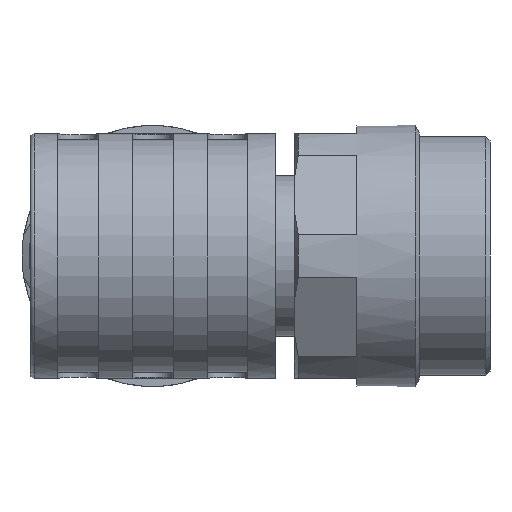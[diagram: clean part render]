
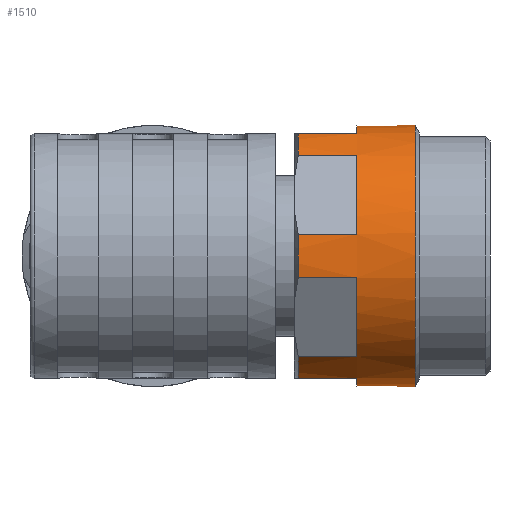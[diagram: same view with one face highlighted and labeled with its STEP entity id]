
A CAD part, front view. The second image highlights one B-rep face of the part: STEP entity #1510.
In plain terms, the highlighted cylindrical face has radius 4.8 mm (diameter 9.6 mm), a full revolution.
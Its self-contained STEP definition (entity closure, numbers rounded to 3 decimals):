
#350=LINE('',#9344,#681);
#351=LINE('',#9348,#682);
#352=LINE('',#9349,#683);
#353=LINE('',#9353,#684);
#354=LINE('',#9354,#685);
#355=LINE('',#9358,#686);
#356=LINE('',#9359,#687);
#357=LINE('',#9363,#688);
#358=LINE('',#9364,#689);
#359=LINE('',#9368,#690);
#360=LINE('',#9369,#691);
#361=LINE('',#9373,#692);
#681=VECTOR('',#6784,1.);
#682=VECTOR('',#6787,1.);
#683=VECTOR('',#6788,1.);
#684=VECTOR('',#6791,1.);
#685=VECTOR('',#6792,1.);
#686=VECTOR('',#6795,1.);
#687=VECTOR('',#6796,1.);
#688=VECTOR('',#6799,1.);
#689=VECTOR('',#6800,1.);
#690=VECTOR('',#6803,1.);
#691=VECTOR('',#6804,1.);
#692=VECTOR('',#6807,1.);
#1510=ADVANCED_FACE('',(#1858,#1859),#1693,.T.);
#1693=CYLINDRICAL_SURFACE('',#5576,4.8);
#1858=FACE_BOUND('',#2178,.T.);
#1859=FACE_BOUND('',#2179,.T.);
#2178=EDGE_LOOP('',(#3222));
#2179=EDGE_LOOP('',(#3223,#3224,#3225,#3226,#3227,#3228,#3229,#3230,#3231,
#3232,#3233,#3234,#3235,#3236,#3237,#3238,#3239,#3240,#3241,#3242,#3243,
#3244,#3245,#3246));
#3222=ORIENTED_EDGE('',*,*,#4659,.T.);
#3223=ORIENTED_EDGE('',*,*,#4672,.F.);
#3224=ORIENTED_EDGE('',*,*,#4673,.T.);
#3225=ORIENTED_EDGE('',*,*,#4674,.F.);
#3226=ORIENTED_EDGE('',*,*,#4671,.T.);
#3227=ORIENTED_EDGE('',*,*,#4675,.F.);
#3228=ORIENTED_EDGE('',*,*,#4676,.T.);
#3229=ORIENTED_EDGE('',*,*,#4677,.F.);
#3230=ORIENTED_EDGE('',*,*,#4661,.T.);
#3231=ORIENTED_EDGE('',*,*,#4678,.F.);
#3232=ORIENTED_EDGE('',*,*,#4679,.T.);
#3233=ORIENTED_EDGE('',*,*,#4680,.F.);
#3234=ORIENTED_EDGE('',*,*,#4663,.T.);
#3235=ORIENTED_EDGE('',*,*,#4681,.F.);
#3236=ORIENTED_EDGE('',*,*,#4682,.T.);
#3237=ORIENTED_EDGE('',*,*,#4683,.F.);
#3238=ORIENTED_EDGE('',*,*,#4665,.T.);
#3239=ORIENTED_EDGE('',*,*,#4684,.F.);
#3240=ORIENTED_EDGE('',*,*,#4685,.T.);
#3241=ORIENTED_EDGE('',*,*,#4686,.F.);
#3242=ORIENTED_EDGE('',*,*,#4667,.T.);
#3243=ORIENTED_EDGE('',*,*,#4687,.F.);
#3244=ORIENTED_EDGE('',*,*,#4688,.T.);
#3245=ORIENTED_EDGE('',*,*,#4689,.F.);
#3246=ORIENTED_EDGE('',*,*,#4669,.T.);
#4033=VERTEX_POINT('',#9312);
#4034=VERTEX_POINT('',#9315);
#4035=VERTEX_POINT('',#9316);
#4036=VERTEX_POINT('',#9320);
#4037=VERTEX_POINT('',#9321);
#4038=VERTEX_POINT('',#9325);
#4039=VERTEX_POINT('',#9326);
#4040=VERTEX_POINT('',#9330);
#4041=VERTEX_POINT('',#9331);
#4042=VERTEX_POINT('',#9335);
#4043=VERTEX_POINT('',#9336);
#4044=VERTEX_POINT('',#9340);
#4045=VERTEX_POINT('',#9341);
#4046=VERTEX_POINT('',#9345);
#4047=VERTEX_POINT('',#9347);
#4048=VERTEX_POINT('',#9350);
#4049=VERTEX_POINT('',#9352);
#4050=VERTEX_POINT('',#9355);
#4051=VERTEX_POINT('',#9357);
#4052=VERTEX_POINT('',#9360);
#4053=VERTEX_POINT('',#9362);
#4054=VERTEX_POINT('',#9365);
#4055=VERTEX_POINT('',#9367);
#4056=VERTEX_POINT('',#9370);
#4057=VERTEX_POINT('',#9372);
#4659=EDGE_CURVE('',#4033,#4033,#5093,.T.);
#4661=EDGE_CURVE('',#4034,#4035,#5094,.T.);
#4663=EDGE_CURVE('',#4036,#4037,#5095,.T.);
#4665=EDGE_CURVE('',#4038,#4039,#5096,.T.);
#4667=EDGE_CURVE('',#4040,#4041,#5097,.T.);
#4669=EDGE_CURVE('',#4042,#4043,#5098,.T.);
#4671=EDGE_CURVE('',#4044,#4045,#5099,.T.);
#4672=EDGE_CURVE('',#4046,#4043,#350,.T.);
#4673=EDGE_CURVE('',#4046,#4047,#5100,.T.);
#4674=EDGE_CURVE('',#4044,#4047,#351,.T.);
#4675=EDGE_CURVE('',#4048,#4045,#352,.T.);
#4676=EDGE_CURVE('',#4048,#4049,#5101,.T.);
#4677=EDGE_CURVE('',#4034,#4049,#353,.T.);
#4678=EDGE_CURVE('',#4050,#4035,#354,.T.);
#4679=EDGE_CURVE('',#4050,#4051,#5102,.T.);
#4680=EDGE_CURVE('',#4036,#4051,#355,.T.);
#4681=EDGE_CURVE('',#4052,#4037,#356,.T.);
#4682=EDGE_CURVE('',#4052,#4053,#5103,.T.);
#4683=EDGE_CURVE('',#4038,#4053,#357,.T.);
#4684=EDGE_CURVE('',#4054,#4039,#358,.T.);
#4685=EDGE_CURVE('',#4054,#4055,#5104,.T.);
#4686=EDGE_CURVE('',#4040,#4055,#359,.T.);
#4687=EDGE_CURVE('',#4056,#4041,#360,.T.);
#4688=EDGE_CURVE('',#4056,#4057,#5105,.T.);
#4689=EDGE_CURVE('',#4042,#4057,#361,.T.);
#5093=CIRCLE('',#5556,4.8);
#5094=CIRCLE('',#5558,4.8);
#5095=CIRCLE('',#5560,4.8);
#5096=CIRCLE('',#5562,4.8);
#5097=CIRCLE('',#5564,4.8);
#5098=CIRCLE('',#5566,4.8);
#5099=CIRCLE('',#5568,4.8);
#5100=CIRCLE('',#5570,4.8);
#5101=CIRCLE('',#5571,4.8);
#5102=CIRCLE('',#5572,4.8);
#5103=CIRCLE('',#5573,4.8);
#5104=CIRCLE('',#5574,4.8);
#5105=CIRCLE('',#5575,4.8);
#5556=AXIS2_PLACEMENT_3D('',#9311,#6750,#6751);
#5558=AXIS2_PLACEMENT_3D('',#9317,#6755,#6756);
#5560=AXIS2_PLACEMENT_3D('',#9322,#6760,#6761);
#5562=AXIS2_PLACEMENT_3D('',#9327,#6765,#6766);
#5564=AXIS2_PLACEMENT_3D('',#9332,#6770,#6771);
#5566=AXIS2_PLACEMENT_3D('',#9337,#6775,#6776);
#5568=AXIS2_PLACEMENT_3D('',#9342,#6780,#6781);
#5570=AXIS2_PLACEMENT_3D('',#9346,#6785,#6786);
#5571=AXIS2_PLACEMENT_3D('',#9351,#6789,#6790);
#5572=AXIS2_PLACEMENT_3D('',#9356,#6793,#6794);
#5573=AXIS2_PLACEMENT_3D('',#9361,#6797,#6798);
#5574=AXIS2_PLACEMENT_3D('',#9366,#6801,#6802);
#5575=AXIS2_PLACEMENT_3D('',#9371,#6805,#6806);
#5576=AXIS2_PLACEMENT_3D('',#9374,#6808,#6809);
#6750=DIRECTION('',(-1.,0.,0.));
#6751=DIRECTION('',(0.,0.,1.));
#6755=DIRECTION('',(1.,0.,0.));
#6756=DIRECTION('',(0.,0.,1.));
#6760=DIRECTION('',(1.,0.,0.));
#6761=DIRECTION('',(0.,0.,1.));
#6765=DIRECTION('',(1.,0.,0.));
#6766=DIRECTION('',(0.,0.,1.));
#6770=DIRECTION('',(1.,0.,0.));
#6771=DIRECTION('',(0.,0.,1.));
#6775=DIRECTION('',(1.,0.,0.));
#6776=DIRECTION('',(0.,0.,1.));
#6780=DIRECTION('',(1.,0.,0.));
#6781=DIRECTION('',(0.,0.,1.));
#6784=DIRECTION('',(1.,0.,0.));
#6785=DIRECTION('',(1.,0.,0.));
#6786=DIRECTION('',(0.,0.,1.));
#6787=DIRECTION('',(-1.,0.,0.));
#6788=DIRECTION('',(1.,0.,0.));
#6789=DIRECTION('',(1.,0.,0.));
#6790=DIRECTION('',(0.,0.,1.));
#6791=DIRECTION('',(-1.,0.,0.));
#6792=DIRECTION('',(1.,0.,0.));
#6793=DIRECTION('',(1.,0.,0.));
#6794=DIRECTION('',(0.,0.,1.));
#6795=DIRECTION('',(-1.,0.,0.));
#6796=DIRECTION('',(1.,0.,0.));
#6797=DIRECTION('',(1.,0.,0.));
#6798=DIRECTION('',(0.,0.,1.));
#6799=DIRECTION('',(-1.,0.,0.));
#6800=DIRECTION('',(1.,0.,0.));
#6801=DIRECTION('',(1.,0.,0.));
#6802=DIRECTION('',(0.,0.,1.));
#6803=DIRECTION('',(-1.,0.,0.));
#6804=DIRECTION('',(1.,0.,0.));
#6805=DIRECTION('',(1.,0.,0.));
#6806=DIRECTION('',(0.,0.,1.));
#6807=DIRECTION('',(-1.,0.,0.));
#6808=DIRECTION('',(1.,0.,0.));
#6809=DIRECTION('',(0.,0.,-1.));
#9311=CARTESIAN_POINT('',(110.4,-0.05,3.8));
#9312=CARTESIAN_POINT('',(110.4,-0.05,8.6));
#9315=CARTESIAN_POINT('',(108.25,3.012,0.103));
#9316=CARTESIAN_POINT('',(108.25,4.682,2.997));
#9317=CARTESIAN_POINT('',(108.25,-0.05,3.8));
#9320=CARTESIAN_POINT('',(108.25,4.682,4.603));
#9321=CARTESIAN_POINT('',(108.25,3.012,7.497));
#9322=CARTESIAN_POINT('',(108.25,-0.05,3.8));
#9325=CARTESIAN_POINT('',(108.25,1.62,8.3));
#9326=CARTESIAN_POINT('',(108.25,-1.72,8.3));
#9327=CARTESIAN_POINT('',(108.25,-0.05,3.8));
#9330=CARTESIAN_POINT('',(108.25,-3.112,7.497));
#9331=CARTESIAN_POINT('',(108.25,-4.782,4.603));
#9332=CARTESIAN_POINT('',(108.25,-0.05,3.8));
#9335=CARTESIAN_POINT('',(108.25,-4.782,2.997));
#9336=CARTESIAN_POINT('',(108.25,-3.112,0.103));
#9337=CARTESIAN_POINT('',(108.25,-0.05,3.8));
#9340=CARTESIAN_POINT('',(108.25,-1.72,-0.7));
#9341=CARTESIAN_POINT('',(108.25,1.62,-0.7));
#9342=CARTESIAN_POINT('',(108.25,-0.05,3.8));
#9344=CARTESIAN_POINT('',(137.95,-3.112,0.103));
#9345=CARTESIAN_POINT('',(106.1,-3.112,0.103));
#9346=CARTESIAN_POINT('',(106.1,-0.05,3.8));
#9347=CARTESIAN_POINT('',(106.1,-1.72,-0.7));
#9348=CARTESIAN_POINT('',(137.95,-1.72,-0.7));
#9349=CARTESIAN_POINT('',(137.95,1.62,-0.7));
#9350=CARTESIAN_POINT('',(106.1,1.62,-0.7));
#9351=CARTESIAN_POINT('',(106.1,-0.05,3.8));
#9352=CARTESIAN_POINT('',(106.1,3.012,0.103));
#9353=CARTESIAN_POINT('',(137.95,3.012,0.103));
#9354=CARTESIAN_POINT('',(137.95,4.682,2.997));
#9355=CARTESIAN_POINT('',(106.1,4.682,2.997));
#9356=CARTESIAN_POINT('',(106.1,-0.05,3.8));
#9357=CARTESIAN_POINT('',(106.1,4.682,4.603));
#9358=CARTESIAN_POINT('',(137.95,4.682,4.603));
#9359=CARTESIAN_POINT('',(137.95,3.012,7.497));
#9360=CARTESIAN_POINT('',(106.1,3.012,7.497));
#9361=CARTESIAN_POINT('',(106.1,-0.05,3.8));
#9362=CARTESIAN_POINT('',(106.1,1.62,8.3));
#9363=CARTESIAN_POINT('',(137.95,1.62,8.3));
#9364=CARTESIAN_POINT('',(137.95,-1.72,8.3));
#9365=CARTESIAN_POINT('',(106.1,-1.72,8.3));
#9366=CARTESIAN_POINT('',(106.1,-0.05,3.8));
#9367=CARTESIAN_POINT('',(106.1,-3.112,7.497));
#9368=CARTESIAN_POINT('',(137.95,-3.112,7.497));
#9369=CARTESIAN_POINT('',(137.95,-4.782,4.603));
#9370=CARTESIAN_POINT('',(106.1,-4.782,4.603));
#9371=CARTESIAN_POINT('',(106.1,-0.05,3.8));
#9372=CARTESIAN_POINT('',(106.1,-4.782,2.997));
#9373=CARTESIAN_POINT('',(137.95,-4.782,2.997));
#9374=CARTESIAN_POINT('',(137.95,-0.05,3.8));
